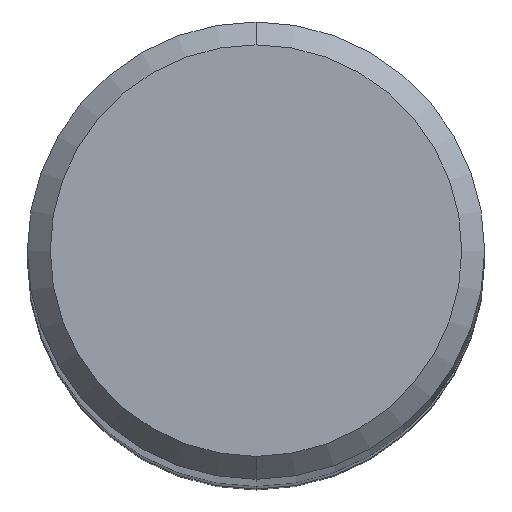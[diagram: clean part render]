
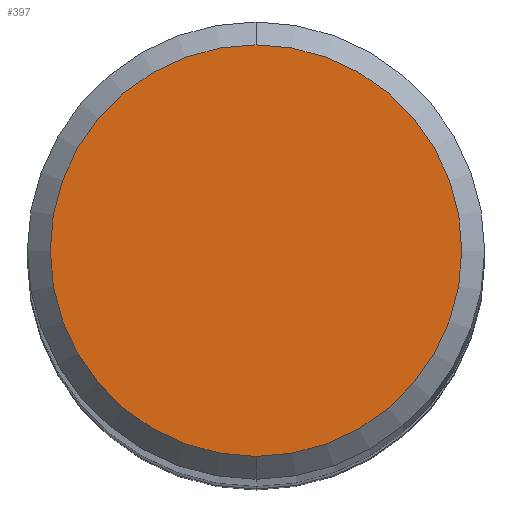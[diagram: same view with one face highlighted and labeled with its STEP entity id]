
A CAD part, top view. The second image highlights one B-rep face of the part: STEP entity #397.
In plain terms, the highlighted planar face has unit normal (0, 0, 1).
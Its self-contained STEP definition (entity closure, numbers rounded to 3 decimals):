
#297=VERTEX_POINT('',#694);
#301=VERTEX_POINT('',#699);
#397=ADVANCED_FACE('',(#804),#805,.T.);
#429=EDGE_CURVE('',#297,#301,#839,.T.);
#513=EDGE_CURVE('',#301,#297,#934,.T.);
#694=CARTESIAN_POINT('',(0.,-3.6,0.0));
#699=CARTESIAN_POINT('',(0.0,3.6,0.0));
#804=FACE_OUTER_BOUND('',#1366,.T.);
#805=PLANE('',#1367);
#839=CIRCLE('',#1411,3.6);
#934=CIRCLE('',#1578,3.6);
#1366=EDGE_LOOP('',(#2017,#2018));
#1367=AXIS2_PLACEMENT_3D('',#2019,#2020,#2021);
#1411=AXIS2_PLACEMENT_3D('',#2050,#2051,#2052);
#1578=AXIS2_PLACEMENT_3D('',#2162,#2163,#2164);
#2017=ORIENTED_EDGE('',*,*,#513,.F.);
#2018=ORIENTED_EDGE('',*,*,#429,.F.);
#2019=CARTESIAN_POINT('',(0.0,1.8,0.0));
#2020=DIRECTION('',(-0.0,0.0,1.0));
#2021=DIRECTION('',(0.0,-1.0,0.0));
#2050=CARTESIAN_POINT('',(0.0,0.0,0.0));
#2051=DIRECTION('',(0.0,0.0,-1.0));
#2052=DIRECTION('',(0.0,1.0,0.0));
#2162=CARTESIAN_POINT('',(0.0,0.0,0.0));
#2163=DIRECTION('',(0.0,0.0,-1.0));
#2164=DIRECTION('',(0.0,1.0,0.0));
